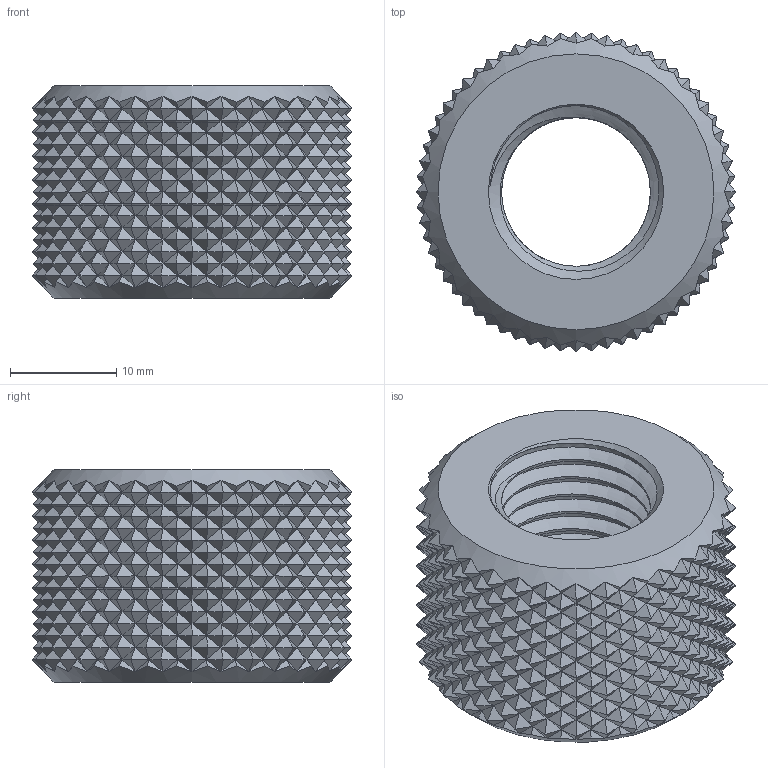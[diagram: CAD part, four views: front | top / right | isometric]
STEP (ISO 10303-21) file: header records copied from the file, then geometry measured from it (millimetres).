
FILE_DESCRIPTION(/* description */ (''),/* implementation_level */ '2;1');
FILE_NAME(/* name */ 'knurling_nut_01.step',/* time_stamp */ '2018-06-04T22:47:17+09:00',/* author */ (''),/* organization */ (''),/* preprocessor_version */ 'ST-DEVELOPER v17',/* originating_system */ 'Autodesk Translation Framework v7.1.0.215',/* authorisation */ '');
FILE_SCHEMA (('AUTOMOTIVE_DESIGN { 1 0 10303 214 3 1 1 }'));
Products named in the file (1): knurling_nut_01
Bounding box: 30 x 30 x 20 mm (x, y, z)
Volume: 9047.3 mm3; surface area: 4890.2 mm2
Topology: 1 solids, 1 shells, 2814 faces, 5651 edges, 2839 vertices
Faces by surface type: bspline 2306, cylinder 501, cone 5, plane 2
Full cylindrical faces by diameter (mm): 14.023 x8, 16.25 x9
Entity records: 114407 total; most frequent: CARTESIAN_POINT 76045, ORIENTED_EDGE 11304, EDGE_CURVE 5652, B_SPLINE_CURVE_WITH_KNOTS 5616, VERTEX_POINT 2840, EDGE_LOOP 2816, FACE_OUTER_BOUND 2814, ADVANCED_FACE 2814
